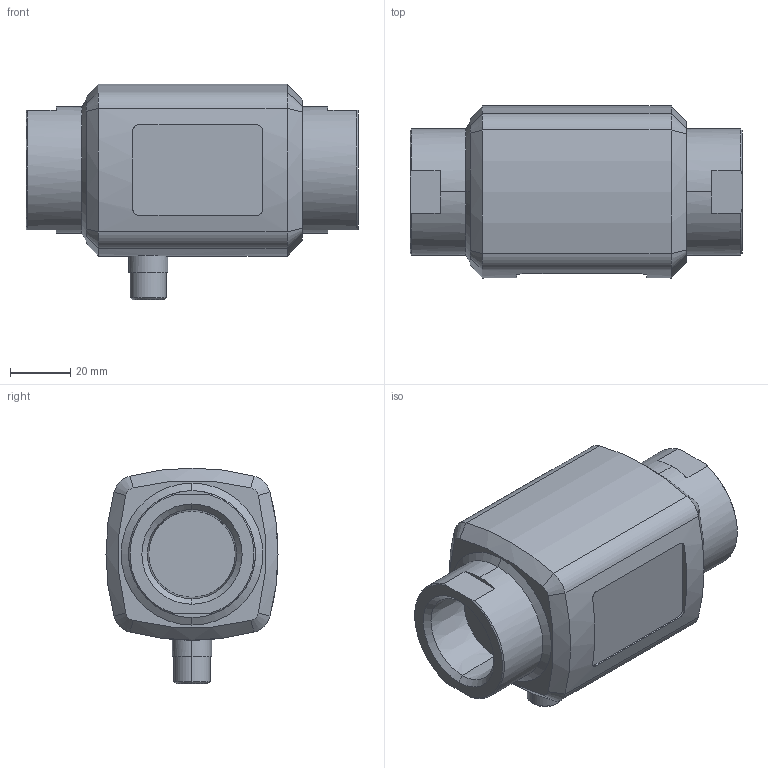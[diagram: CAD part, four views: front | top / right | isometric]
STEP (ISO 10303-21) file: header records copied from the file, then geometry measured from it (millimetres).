
FILE_DESCRIPTION (( 'STEP AP214' ), '1' );
FILE_NAME ('DMA25-AAADA1.STEP', '2025-08-27T15:08:09', ( '' ), ( '' ), 'SwSTEP 2.0', 'SolidWorks 2024', '' );
FILE_SCHEMA (( 'AUTOMOTIVE_DESIGN' ));
Length unit declared in the file: millimetre
Products named in the file (1): DMA25-AAADA1
Bounding box: 110 x 57 x 71.5 mm (x, y, z)
Volume: 235007.7 mm3; surface area: 27494.2 mm2
Topology: 1 solids, 1 shells, 76 faces, 175 edges, 109 vertices
Faces by surface type: cone 32, cylinder 22, plane 22
Entity records: 2407 total; most frequent: CARTESIAN_POINT 624, DIRECTION 398, ORIENTED_EDGE 350, EDGE_CURVE 175, AXIS2_PLACEMENT_3D 161, VERTEX_POINT 109, EDGE_LOOP 84, CIRCLE 84
